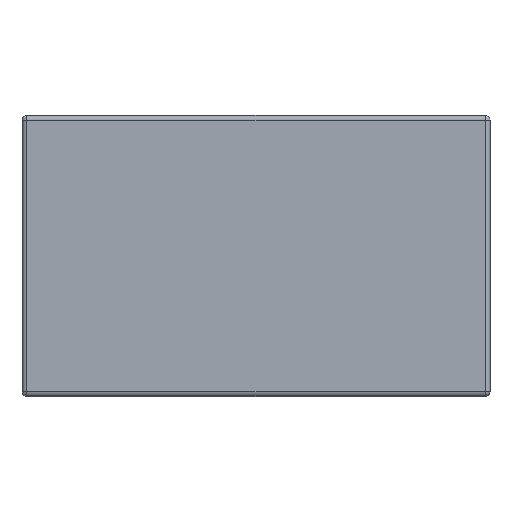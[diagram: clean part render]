
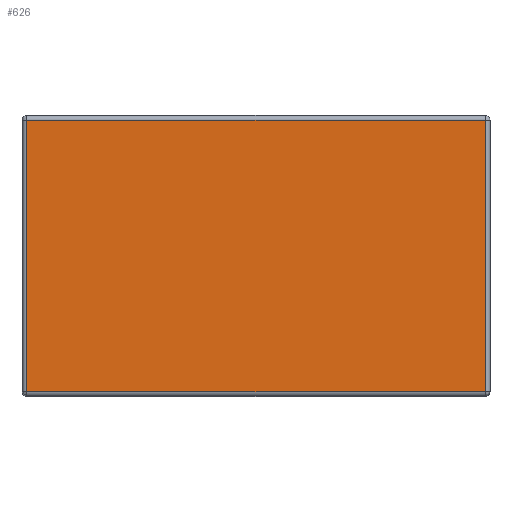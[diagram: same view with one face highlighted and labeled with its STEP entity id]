
A CAD part, top view. The second image highlights one B-rep face of the part: STEP entity #626.
In plain terms, the highlighted planar face has unit normal (0, 0, 1).
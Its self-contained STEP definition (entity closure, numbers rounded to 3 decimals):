
#44 = DIRECTION ( 'NONE',  ( 0., -1., 0. ) ) ;
#47 = CARTESIAN_POINT ( 'NONE',  ( -0.49, -0.29, 0.4 ) ) ;
#146 = CARTESIAN_POINT ( 'NONE',  ( 0.49, 0.29, 0.4 ) ) ;
#290 = CARTESIAN_POINT ( 'NONE',  ( 0.49, -0.29, 0.4 ) ) ;
#303 = VECTOR ( 'NONE', #1144, 1000. ) ;
#310 = EDGE_CURVE ( 'NONE', #1236, #1010, #773, .T. ) ;
#327 = DIRECTION ( 'NONE',  ( 1., 0., 0. ) ) ;
#395 = VECTOR ( 'NONE', #1104, 1000. ) ;
#402 = ORIENTED_EDGE ( 'NONE', *, *, #310, .T. ) ;
#434 = VECTOR ( 'NONE', #1124, 1000. ) ;
#465 = CARTESIAN_POINT ( 'NONE',  ( -0.49, 0.29, 0.4 ) ) ;
#508 = CARTESIAN_POINT ( 'NONE',  ( -0.49, 0., 0.4 ) ) ;
#527 = ORIENTED_EDGE ( 'NONE', *, *, #568, .T. ) ;
#545 = LINE ( 'NONE', #749, #434 ) ;
#568 = EDGE_CURVE ( 'NONE', #1136, #770, #851, .T. ) ;
#626 = ADVANCED_FACE ( 'NONE', ( #675 ), #1069, .T. ) ;
#675 = FACE_OUTER_BOUND ( 'NONE', #901, .T. ) ;
#743 = ORIENTED_EDGE ( 'NONE', *, *, #1037, .T. ) ;
#749 = CARTESIAN_POINT ( 'NONE',  ( 0., 0.29, 0.4 ) ) ;
#758 = CARTESIAN_POINT ( 'NONE',  ( 0.49, 0., 0.4 ) ) ;
#770 = VERTEX_POINT ( 'NONE', #146 ) ;
#773 = LINE ( 'NONE', #508, #1006 ) ;
#851 = LINE ( 'NONE', #758, #303 ) ;
#886 = CARTESIAN_POINT ( 'NONE',  ( 0., 0., 0.4 ) ) ;
#892 = DIRECTION ( 'NONE',  ( 0., 0., 1. ) ) ;
#901 = EDGE_LOOP ( 'NONE', ( #402, #1101, #527, #743 ) ) ;
#920 = LINE ( 'NONE', #1194, #395 ) ;
#1006 = VECTOR ( 'NONE', #44, 1000. ) ;
#1010 = VERTEX_POINT ( 'NONE', #47 ) ;
#1037 = EDGE_CURVE ( 'NONE', #770, #1236, #545, .T. ) ;
#1069 = PLANE ( 'NONE',  #1186 ) ;
#1101 = ORIENTED_EDGE ( 'NONE', *, *, #1235, .T. ) ;
#1104 = DIRECTION ( 'NONE',  ( 1., 0., 0. ) ) ;
#1124 = DIRECTION ( 'NONE',  ( -1., 0., 0. ) ) ;
#1136 = VERTEX_POINT ( 'NONE', #290 ) ;
#1144 = DIRECTION ( 'NONE',  ( 0., 1., 0. ) ) ;
#1186 = AXIS2_PLACEMENT_3D ( 'NONE', #886, #892, #327 ) ;
#1194 = CARTESIAN_POINT ( 'NONE',  ( 0., -0.29, 0.4 ) ) ;
#1235 = EDGE_CURVE ( 'NONE', #1010, #1136, #920, .T. ) ;
#1236 = VERTEX_POINT ( 'NONE', #465 ) ;
